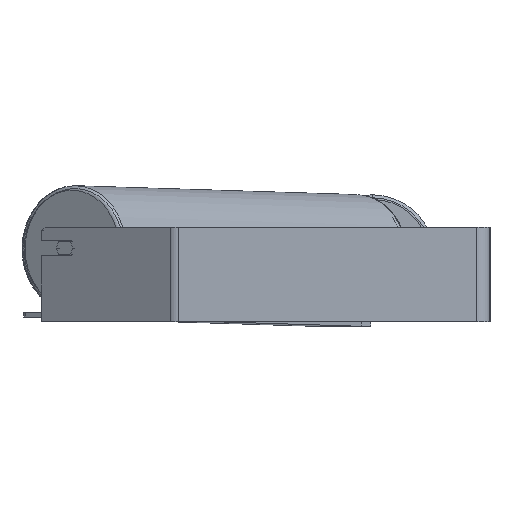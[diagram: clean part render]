
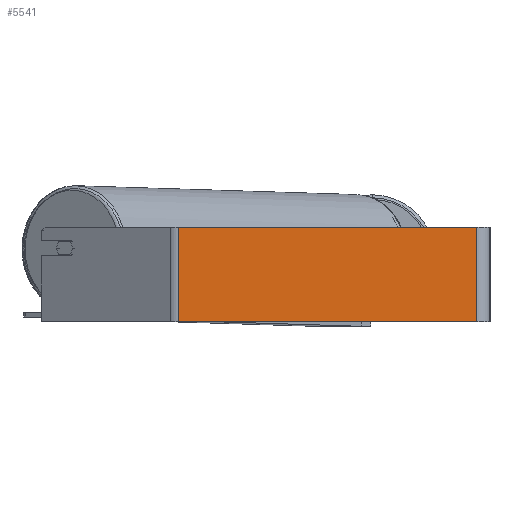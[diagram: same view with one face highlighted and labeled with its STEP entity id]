
A CAD part, left-side view. The second image highlights one B-rep face of the part: STEP entity #5541.
In plain terms, the highlighted planar face has unit normal (-1, 0, 0).
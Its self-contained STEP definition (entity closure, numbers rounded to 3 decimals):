
#431 = DIRECTION ( 'NONE',  ( 0., -1., 0. ) ) ;
#720 = LINE ( 'NONE', #3720, #8098 ) ;
#782 = DIRECTION ( 'NONE',  ( 0., -1., 0. ) ) ;
#822 = LINE ( 'NONE', #1538, #4184 ) ;
#909 = AXIS2_PLACEMENT_3D ( 'NONE', #1486, #2966, #5847 ) ;
#910 = VERTEX_POINT ( 'NONE', #3797 ) ;
#1301 = CARTESIAN_POINT ( 'NONE',  ( -840., 14., 50. ) ) ;
#1486 = CARTESIAN_POINT ( 'NONE',  ( -840., 335.424, 50. ) ) ;
#1535 = EDGE_CURVE ( 'NONE', #3438, #3719, #720, .T. ) ;
#1538 = CARTESIAN_POINT ( 'NONE',  ( -840., 335.424, -50. ) ) ;
#1947 = CARTESIAN_POINT ( 'NONE',  ( -840., 335.424, 50. ) ) ;
#2124 = EDGE_LOOP ( 'NONE', ( #3257, #9061, #3629, #2805 ) ) ;
#2296 = VERTEX_POINT ( 'NONE', #2974 ) ;
#2805 = ORIENTED_EDGE ( 'NONE', *, *, #1535, .T. ) ;
#2966 = DIRECTION ( 'NONE',  ( 1., 0., 0. ) ) ;
#2974 = CARTESIAN_POINT ( 'NONE',  ( -840., 14., -50. ) ) ;
#3126 = EDGE_CURVE ( 'NONE', #910, #2296, #3506, .T. ) ;
#3257 = ORIENTED_EDGE ( 'NONE', *, *, #8510, .T. ) ;
#3438 = VERTEX_POINT ( 'NONE', #3866 ) ;
#3506 = LINE ( 'NONE', #1301, #6467 ) ;
#3629 = ORIENTED_EDGE ( 'NONE', *, *, #7988, .F. ) ;
#3719 = VERTEX_POINT ( 'NONE', #5158 ) ;
#3720 = CARTESIAN_POINT ( 'NONE',  ( -840., 331.009, 50. ) ) ;
#3781 = PLANE ( 'NONE',  #909 ) ;
#3797 = CARTESIAN_POINT ( 'NONE',  ( -840., 14., 50. ) ) ;
#3866 = CARTESIAN_POINT ( 'NONE',  ( -840., 331.009, 50. ) ) ;
#4184 = VECTOR ( 'NONE', #782, 1000. ) ;
#5158 = CARTESIAN_POINT ( 'NONE',  ( -840., 331.009, -50. ) ) ;
#5529 = VECTOR ( 'NONE', #431, 1000. ) ;
#5541 = ADVANCED_FACE ( 'NONE', ( #7928 ), #3781, .F. ) ;
#5847 = DIRECTION ( 'NONE',  ( 0., 0., -1. ) ) ;
#6467 = VECTOR ( 'NONE', #9175, 1000. ) ;
#7022 = LINE ( 'NONE', #1947, #5529 ) ;
#7928 = FACE_OUTER_BOUND ( 'NONE', #2124, .T. ) ;
#7972 = DIRECTION ( 'NONE',  ( 0., 0., -1. ) ) ;
#7988 = EDGE_CURVE ( 'NONE', #3438, #910, #7022, .T. ) ;
#8098 = VECTOR ( 'NONE', #7972, 1000. ) ;
#8510 = EDGE_CURVE ( 'NONE', #3719, #2296, #822, .T. ) ;
#9061 = ORIENTED_EDGE ( 'NONE', *, *, #3126, .F. ) ;
#9175 = DIRECTION ( 'NONE',  ( 0., 0., -1. ) ) ;
